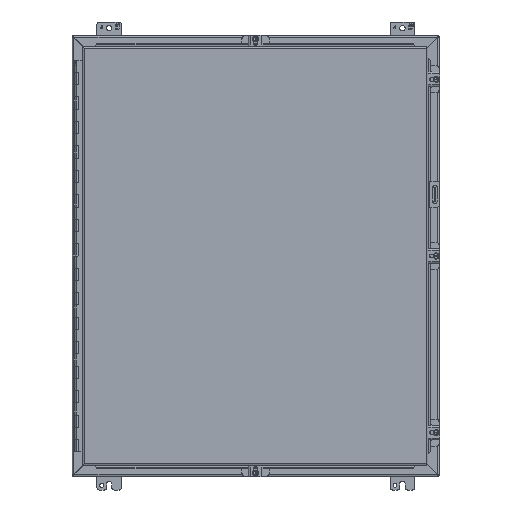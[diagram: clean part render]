
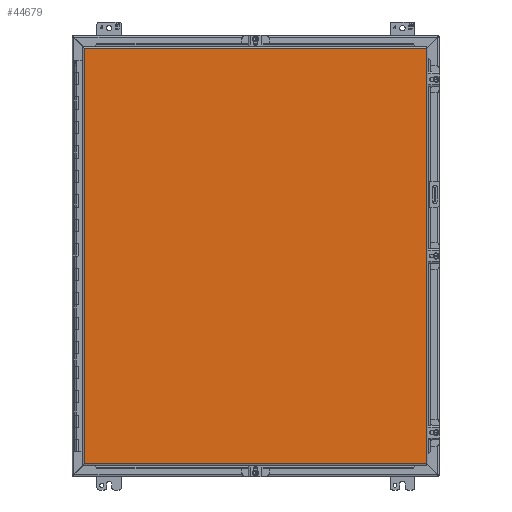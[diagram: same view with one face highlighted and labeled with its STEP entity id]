
A CAD part, front view. The second image highlights one B-rep face of the part: STEP entity #44679.
In plain terms, the highlighted planar face has unit normal (0, -1, 0).
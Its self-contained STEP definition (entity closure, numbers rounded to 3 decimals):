
#387 = CARTESIAN_POINT ( 'NONE',  ( 13.955, -9.21, -16.995 ) ) ;
#2344 = LINE ( 'NONE', #53891, #29898 ) ;
#2945 = DIRECTION ( 'NONE',  ( -1., 0., 0. ) ) ;
#5327 = CARTESIAN_POINT ( 'NONE',  ( 13.955, -9.21, 16.994 ) ) ;
#5344 = DIRECTION ( 'NONE',  ( 0., 0., -1. ) ) ;
#5744 = ORIENTED_EDGE ( 'NONE', *, *, #12845, .F. ) ;
#6632 = CARTESIAN_POINT ( 'NONE',  ( -14.017, -9.21, 16.994 ) ) ;
#6980 = ORIENTED_EDGE ( 'NONE', *, *, #24057, .F. ) ;
#11835 = DIRECTION ( 'NONE',  ( 1., 0., 0. ) ) ;
#12845 = EDGE_CURVE ( 'NONE', #29775, #38285, #48664, .T. ) ;
#13097 = DIRECTION ( 'NONE',  ( 0., -1., 0. ) ) ;
#17652 = DIRECTION ( 'NONE',  ( 0., 0., 1. ) ) ;
#19121 = CARTESIAN_POINT ( 'NONE',  ( -14.017, -9.21, -16.994 ) ) ;
#23338 = VECTOR ( 'NONE', #34315, 39.37 ) ;
#24057 = EDGE_CURVE ( 'NONE', #38285, #34749, #53052, .T. ) ;
#24688 = EDGE_CURVE ( 'NONE', #50453, #29775, #59110, .T. ) ;
#24999 = VECTOR ( 'NONE', #11835, 39.37 ) ;
#26466 = ORIENTED_EDGE ( 'NONE', *, *, #24688, .F. ) ;
#28584 = ORIENTED_EDGE ( 'NONE', *, *, #43038, .F. ) ;
#29775 = VERTEX_POINT ( 'NONE', #30416 ) ;
#29898 = VECTOR ( 'NONE', #2945, 39.37 ) ;
#30416 = CARTESIAN_POINT ( 'NONE',  ( -14.017, -9.21, 16.995 ) ) ;
#32167 = VECTOR ( 'NONE', #17652, 39.37 ) ;
#32935 = FACE_OUTER_BOUND ( 'NONE', #41752, .T. ) ;
#34315 = DIRECTION ( 'NONE',  ( 0., 0., -1. ) ) ;
#34749 = VERTEX_POINT ( 'NONE', #387 ) ;
#38285 = VERTEX_POINT ( 'NONE', #5327 ) ;
#41752 = EDGE_LOOP ( 'NONE', ( #6980, #5744, #26466, #28584 ) ) ;
#42641 = CARTESIAN_POINT ( 'NONE',  ( 13.955, -9.21, 16.994 ) ) ;
#43038 = EDGE_CURVE ( 'NONE', #34749, #50453, #2344, .T. ) ;
#44679 = ADVANCED_FACE ( 'NONE', ( #32935 ), #45299, .T. ) ;
#45260 = CARTESIAN_POINT ( 'NONE',  ( -14.017, -9.21, -16.994 ) ) ;
#45299 = PLANE ( 'NONE',  #57541 ) ;
#48664 = LINE ( 'NONE', #6632, #24999 ) ;
#50453 = VERTEX_POINT ( 'NONE', #19121 ) ;
#53052 = LINE ( 'NONE', #42641, #23338 ) ;
#53891 = CARTESIAN_POINT ( 'NONE',  ( 13.955, -9.21, -16.994 ) ) ;
#56598 = CARTESIAN_POINT ( 'NONE',  ( -14.017, -9.21, -16.994 ) ) ;
#57541 = AXIS2_PLACEMENT_3D ( 'NONE', #56598, #13097, #5344 ) ;
#59110 = LINE ( 'NONE', #45260, #32167 ) ;
